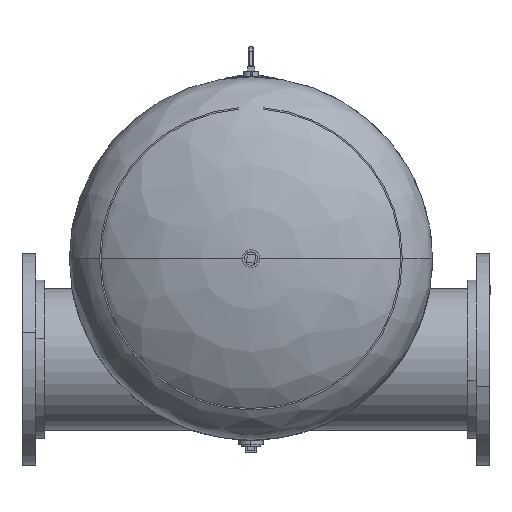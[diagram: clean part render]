
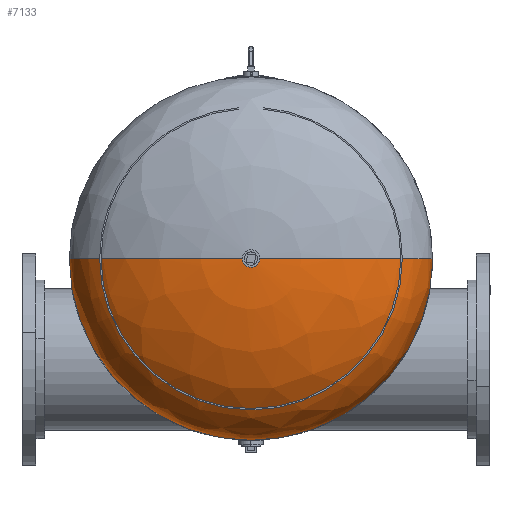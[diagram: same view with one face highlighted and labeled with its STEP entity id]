
A CAD part, front view. The second image highlights one B-rep face of the part: STEP entity #7133.
In plain terms, the highlighted free-form (B-spline) face has degree [3, 3] with [4, 4] control points.
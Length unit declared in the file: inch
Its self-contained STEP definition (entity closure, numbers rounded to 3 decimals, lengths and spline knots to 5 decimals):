
#774 = AXIS2_PLACEMENT_3D ( 'NONE', #1649, #6700, #4759 ) ;
#1261 =( BOUNDED_CURVE ( )  B_SPLINE_CURVE ( 3, ( #14825, #5465, #2369, #14935 ),
 .UNSPECIFIED., .F., .F. ) 
 B_SPLINE_CURVE_WITH_KNOTS ( ( 4, 4 ),
 ( 1.61248, 3.14159 ),
 .UNSPECIFIED. ) 
 CURVE ( )  GEOMETRIC_REPRESENTATION_ITEM ( )  RATIONAL_B_SPLINE_CURVE ( ( 1., 0.814, 0.814, 1. ) ) 
 REPRESENTATION_ITEM ( '' )  );
#1449 = CARTESIAN_POINT ( 'NONE',  ( 0.75, 9.80208, 0. ) ) ;
#1645 = CARTESIAN_POINT ( 'NONE',  ( -18., 5.8553, 36. ) ) ;
#1649 = CARTESIAN_POINT ( 'NONE',  ( 0., 9.80208, 0. ) ) ;
#1842 = CARTESIAN_POINT ( 'NONE',  ( 18., 0.685, 36. ) ) ;
#2046 = CARTESIAN_POINT ( 'NONE',  ( -18., 0.685, 0. ) ) ;
#2369 = CARTESIAN_POINT ( 'NONE',  ( -18., 5.8553, 0. ) ) ;
#2480 = CARTESIAN_POINT ( 'NONE',  ( 0.75, 9.80208, 0. ) ) ;
#3007 = EDGE_CURVE ( 'NONE', #6712, #17841, #4821, .T. ) ;
#3111 = EDGE_CURVE ( 'NONE', #12113, #6712, #9655, .T. ) ;
#3264 = EDGE_CURVE ( 'NONE', #12113, #13960, #1261, .T. ) ;
#4160 = ORIENTED_EDGE ( 'NONE', *, *, #20386, .F. ) ;
#4759 = DIRECTION ( 'NONE',  ( 1., 0., 0. ) ) ;
#4821 =( BOUNDED_CURVE ( )  B_SPLINE_CURVE ( 3, ( #17775, #15087, #14773, #10450 ),
 .UNSPECIFIED., .F., .F. ) 
 B_SPLINE_CURVE_WITH_KNOTS ( ( 4, 4 ),
 ( 1.61248, 3.14159 ),
 .UNSPECIFIED. ) 
 CURVE ( )  GEOMETRIC_REPRESENTATION_ITEM ( )  RATIONAL_B_SPLINE_CURVE ( ( 1., 0.814, 0.814, 1. ) ) 
 REPRESENTATION_ITEM ( '' )  );
#5465 = CARTESIAN_POINT ( 'NONE',  ( -10.9401, 9.58665, 0. ) ) ;
#5894 = CARTESIAN_POINT ( 'NONE',  ( 18., 0.685, 0. ) ) ;
#5965 = CARTESIAN_POINT ( 'NONE',  ( -18., 0.685, 0. ) ) ;
#6005 = AXIS2_PLACEMENT_3D ( 'NONE', #9069, #12359, #8576 ) ;
#6296 = FACE_OUTER_BOUND ( 'NONE', #16755, .T. ) ;
#6654 = CIRCLE ( 'NONE', #6005, 18. ) ;
#6700 = DIRECTION ( 'NONE',  ( 0., 1., 0. ) ) ;
#6712 = VERTEX_POINT ( 'NONE', #2480 ) ;
#6838 = ORIENTED_EDGE ( 'NONE', *, *, #3264, .T. ) ;
#7133 = ADVANCED_FACE ( 'NONE', ( #6296 ), #16123, .F. ) ;
#7196 = ORIENTED_EDGE ( 'NONE', *, *, #3111, .F. ) ;
#7739 = CARTESIAN_POINT ( 'NONE',  ( 0.75, 9.80208, 1.5 ) ) ;
#7932 = CARTESIAN_POINT ( 'NONE',  ( -18., 5.8553, 0. ) ) ;
#8576 = DIRECTION ( 'NONE',  ( 1., 0., 0. ) ) ;
#9069 = CARTESIAN_POINT ( 'NONE',  ( 0., 0.685, 0. ) ) ;
#9578 = CARTESIAN_POINT ( 'NONE',  ( -18., 0.685, 36. ) ) ;
#9655 = CIRCLE ( 'NONE', #774, 0.75 ) ;
#10450 = CARTESIAN_POINT ( 'NONE',  ( 18., 0.685, 0. ) ) ;
#12113 = VERTEX_POINT ( 'NONE', #16060 ) ;
#12359 = DIRECTION ( 'NONE',  ( 0., -1., 0. ) ) ;
#12571 = CARTESIAN_POINT ( 'NONE',  ( 10.9401, 9.58665, 21.88019 ) ) ;
#13810 = CARTESIAN_POINT ( 'NONE',  ( 10.9401, 9.58665, 0. ) ) ;
#13960 = VERTEX_POINT ( 'NONE', #5965 ) ;
#14016 = CARTESIAN_POINT ( 'NONE',  ( 18., 5.8553, 36. ) ) ;
#14773 = CARTESIAN_POINT ( 'NONE',  ( 18., 5.8553, 0. ) ) ;
#14825 = CARTESIAN_POINT ( 'NONE',  ( -0.75, 9.80208, 0. ) ) ;
#14935 = CARTESIAN_POINT ( 'NONE',  ( -18., 0.685, 0. ) ) ;
#15073 = ORIENTED_EDGE ( 'NONE', *, *, #3007, .F. ) ;
#15087 = CARTESIAN_POINT ( 'NONE',  ( 10.9401, 9.58665, 0. ) ) ;
#15271 = CARTESIAN_POINT ( 'NONE',  ( 18., 0.685, 0. ) ) ;
#15665 = CARTESIAN_POINT ( 'NONE',  ( -0.75, 9.80208, 0. ) ) ;
#15766 = CARTESIAN_POINT ( 'NONE',  ( -0.75, 9.80208, 1.5 ) ) ;
#16060 = CARTESIAN_POINT ( 'NONE',  ( -0.75, 9.80208, 0. ) ) ;
#16123 =( BOUNDED_SURFACE ( )  B_SPLINE_SURFACE ( 3, 3, ( 
 ( #1449, #7739, #15766, #15665 ),
 ( #13810, #12571, #18859, #18457 ),
 ( #17317, #14016, #1645, #7932 ),
 ( #5894, #1842, #9578, #2046 ) ),
 .UNSPECIFIED., .F., .F., .F. ) 
 B_SPLINE_SURFACE_WITH_KNOTS ( ( 4, 4 ),
 ( 4, 4 ),
 ( 0., 1. ),
 ( 0., 1. ),
 .UNSPECIFIED. ) 
 GEOMETRIC_REPRESENTATION_ITEM ( )  RATIONAL_B_SPLINE_SURFACE ( (
 ( 1., 0.333, 0.333, 1.),
 ( 0.814, 0.271, 0.271, 0.814),
 ( 0.814, 0.271, 0.271, 0.814),
 ( 1., 0.333, 0.333, 1.) ) ) 
 REPRESENTATION_ITEM ( '' )  SURFACE ( )  );
#16755 = EDGE_LOOP ( 'NONE', ( #7196, #6838, #4160, #15073 ) ) ;
#17317 = CARTESIAN_POINT ( 'NONE',  ( 18., 5.8553, 0. ) ) ;
#17775 = CARTESIAN_POINT ( 'NONE',  ( 0.75, 9.80208, 0. ) ) ;
#17841 = VERTEX_POINT ( 'NONE', #15271 ) ;
#18457 = CARTESIAN_POINT ( 'NONE',  ( -10.9401, 9.58665, 0. ) ) ;
#18859 = CARTESIAN_POINT ( 'NONE',  ( -10.9401, 9.58665, 21.88019 ) ) ;
#20386 = EDGE_CURVE ( 'NONE', #17841, #13960, #6654, .T. ) ;
